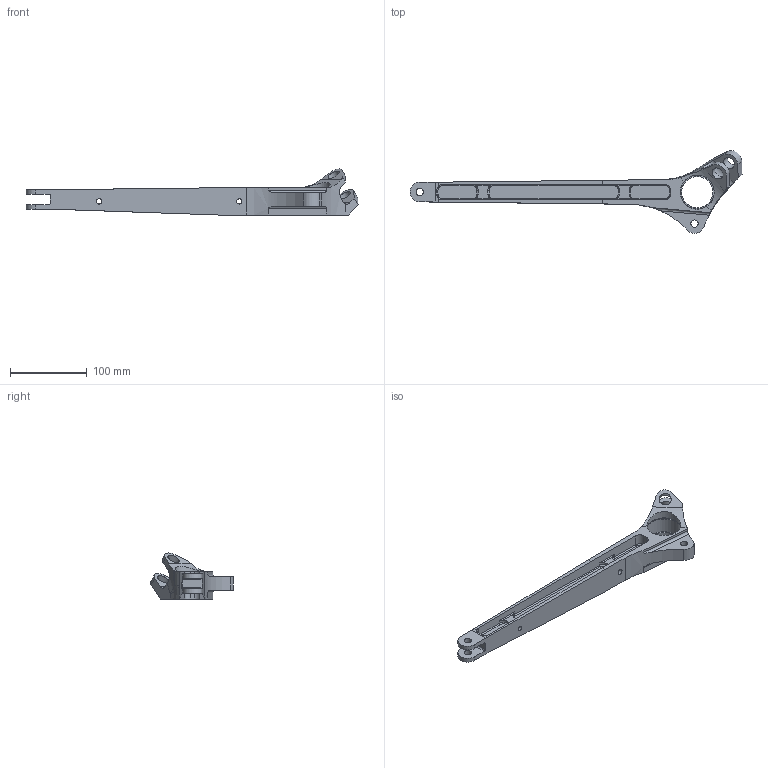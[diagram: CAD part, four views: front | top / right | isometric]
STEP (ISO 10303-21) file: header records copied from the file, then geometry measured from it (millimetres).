
FILE_DESCRIPTION(/* description */ (''),/* implementation_level */ '2;1');
FILE_NAME(/* name */ '00128711-001_A.stp',/* time_stamp */ '2015-02-23T11:39:21-08:00',/* author */ (''),/* organization */ (''),/* preprocessor_version */ 'ST-DEVELOPER v15',/* originating_system */ 'SIEMENS PLM Software NX 8.5',/* authorisation */ '');
FILE_SCHEMA (('CONFIG_CONTROL_DESIGN'));
Length unit declared in the file: inch
Products named in the file (1): 00128711-001_A
Bounding box: 433.12 x 107.99 x 60.07 mm (x, y, z)
Volume: 220148.8 mm3; surface area: 86349.4 mm2
Topology: 1 solids, 1 shells, 175 faces, 460 edges, 289 vertices
Faces by surface type: cylinder 86, plane 57, torus 27, bspline 2, cone 2, sphere 1
Full cylindrical faces by diameter (mm): 6.909 x2, 9.576 x3, 15.875 x2, 40.64 x1, 44.45 x2, 46.05 x1
Entity records: 5544 total; most frequent: CARTESIAN_POINT 1130, DIRECTION 942, ORIENTED_EDGE 878, EDGE_CURVE 439, AXIS2_PLACEMENT_3D 366, VERTEX_POINT 284, LINE 210, VECTOR 210
